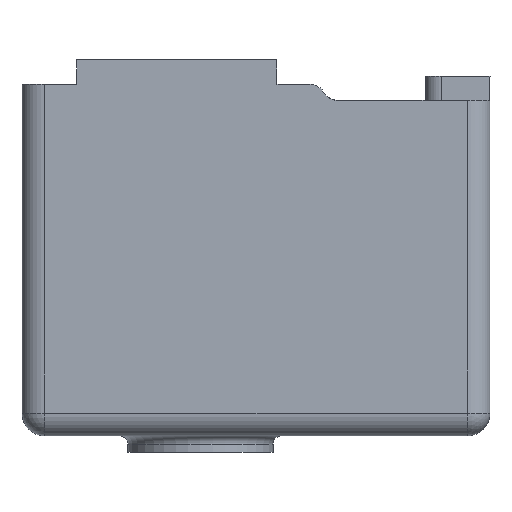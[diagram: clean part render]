
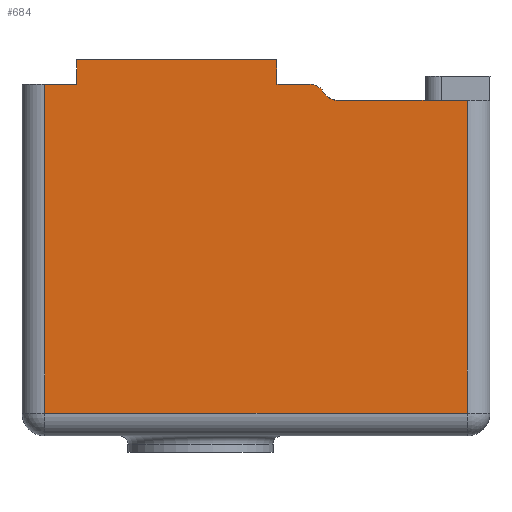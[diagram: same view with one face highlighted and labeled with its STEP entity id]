
A CAD part, front view. The second image highlights one B-rep face of the part: STEP entity #684.
In plain terms, the highlighted planar face has unit normal (0, -1, 0).
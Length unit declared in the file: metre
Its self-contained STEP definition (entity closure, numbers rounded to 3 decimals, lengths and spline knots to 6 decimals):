
#12 = VECTOR ( 'NONE', #1231, 1. ) ;
#15 = CIRCLE ( 'NONE', #502, 0.001 ) ;
#19 = EDGE_CURVE ( 'NONE', #2336, #2278, #466, .T. ) ;
#58 = AXIS2_PLACEMENT_3D ( 'NONE', #2566, #771, #1203 ) ;
#75 = CARTESIAN_POINT ( 'NONE',  ( 0.016526, -0.0095, -0.022486 ) ) ;
#80 = CARTESIAN_POINT ( 'NONE',  ( -0.009646, -0.0095, -0.0021 ) ) ;
#95 = VERTEX_POINT ( 'NONE', #102 ) ;
#102 = CARTESIAN_POINT ( 'NONE',  ( -0.009646, -0.0095, -0.0021 ) ) ;
#111 = VERTEX_POINT ( 'NONE', #158 ) ;
#139 = ORIENTED_EDGE ( 'NONE', *, *, #1821, .F. ) ;
#158 = CARTESIAN_POINT ( 'NONE',  ( 0.006768, -0.0095, -0.0021 ) ) ;
#172 = VERTEX_POINT ( 'NONE', #2165 ) ;
#176 = VERTEX_POINT ( 'NONE', #1836 ) ;
#207 = CARTESIAN_POINT ( 'NONE',  ( 0.016526, -0.0095, -0.022486 ) ) ;
#229 = VECTOR ( 'NONE', #952, 1. ) ;
#286 = EDGE_CURVE ( 'NONE', #2336, #2104, #422, .T. ) ;
#313 = LINE ( 'NONE', #923, #920 ) ;
#321 = CARTESIAN_POINT ( 'NONE',  ( -0.009646, -0.0095, -0.022486 ) ) ;
#354 = FACE_OUTER_BOUND ( 'NONE', #2077, .T. ) ;
#403 = EDGE_CURVE ( 'NONE', #1661, #1658, #15, .T. ) ;
#422 = LINE ( 'NONE', #207, #12 ) ;
#428 = ORIENTED_EDGE ( 'NONE', *, *, #19, .T. ) ;
#466 = LINE ( 'NONE', #75, #1045 ) ;
#502 = AXIS2_PLACEMENT_3D ( 'NONE', #1055, #1095, #2489 ) ;
#513 = CARTESIAN_POINT ( 'NONE',  ( 0.0085, -0.0095, -0.0031 ) ) ;
#520 = PLANE ( 'NONE',  #58 ) ;
#570 = CARTESIAN_POINT ( 'NONE',  ( 0.016526, -0.0095, -0.022486 ) ) ;
#574 = EDGE_CURVE ( 'NONE', #840, #176, #2387, .T. ) ;
#614 = ORIENTED_EDGE ( 'NONE', *, *, #403, .T. ) ;
#684 = ADVANCED_FACE ( 'NONE', ( #354 ), #520, .T. ) ;
#703 = LINE ( 'NONE', #1813, #1595 ) ;
#705 = ORIENTED_EDGE ( 'NONE', *, *, #574, .T. ) ;
#744 = LINE ( 'NONE', #80, #1933 ) ;
#747 = LINE ( 'NONE', #321, #1689 ) ;
#771 = DIRECTION ( 'NONE',  ( 0., -1., 0. ) ) ;
#810 = VECTOR ( 'NONE', #1220, 1. ) ;
#835 = DIRECTION ( 'NONE',  ( 1., 0., 0. ) ) ;
#840 = VERTEX_POINT ( 'NONE', #1506 ) ;
#848 = ORIENTED_EDGE ( 'NONE', *, *, #1673, .F. ) ;
#885 = ORIENTED_EDGE ( 'NONE', *, *, #972, .F. ) ;
#920 = VECTOR ( 'NONE', #1562, 1. ) ;
#923 = CARTESIAN_POINT ( 'NONE',  ( -0.00766, -0.0095, -0.0006 ) ) ;
#952 = DIRECTION ( 'NONE',  ( 1., 0., 0. ) ) ;
#972 = EDGE_CURVE ( 'NONE', #2537, #172, #703, .T. ) ;
#1000 = ORIENTED_EDGE ( 'NONE', *, *, #1092, .T. ) ;
#1016 = CARTESIAN_POINT ( 'NONE',  ( 0.006768, -0.0095, -0.0031 ) ) ;
#1044 = VECTOR ( 'NONE', #835, 1. ) ;
#1045 = VECTOR ( 'NONE', #2483, 1. ) ;
#1055 = CARTESIAN_POINT ( 'NONE',  ( 0.0085, -0.0095, -0.0021 ) ) ;
#1092 = EDGE_CURVE ( 'NONE', #1658, #111, #2223, .T. ) ;
#1095 = DIRECTION ( 'NONE',  ( 0., 1., 0. ) ) ;
#1126 = ORIENTED_EDGE ( 'NONE', *, *, #2556, .F. ) ;
#1150 = CARTESIAN_POINT ( 'NONE',  ( 0.007634, -0.0095, -0.0026 ) ) ;
#1163 = CARTESIAN_POINT ( 'NONE',  ( 0.01322, -0.0095, -0.0031 ) ) ;
#1203 = DIRECTION ( 'NONE',  ( 0., 0., -1. ) ) ;
#1220 = DIRECTION ( 'NONE',  ( 0., 0., 1. ) ) ;
#1231 = DIRECTION ( 'NONE',  ( -1., 0., 0. ) ) ;
#1250 = DIRECTION ( 'NONE',  ( 0., -1., 0. ) ) ;
#1259 = ORIENTED_EDGE ( 'NONE', *, *, #2195, .F. ) ;
#1268 = LINE ( 'NONE', #1678, #1044 ) ;
#1356 = CARTESIAN_POINT ( 'NONE',  ( -0.009646, -0.0095, -0.022486 ) ) ;
#1404 = DIRECTION ( 'NONE',  ( 0., 0., 1. ) ) ;
#1506 = CARTESIAN_POINT ( 'NONE',  ( 0.00474, -0.0095, -0.0021 ) ) ;
#1541 = CARTESIAN_POINT ( 'NONE',  ( 0.00474, -0.0095, -0.0021 ) ) ;
#1562 = DIRECTION ( 'NONE',  ( 1., 0., 0. ) ) ;
#1595 = VECTOR ( 'NONE', #1404, 1. ) ;
#1629 = EDGE_CURVE ( 'NONE', #840, #111, #1268, .T. ) ;
#1658 = VERTEX_POINT ( 'NONE', #1150 ) ;
#1661 = VERTEX_POINT ( 'NONE', #513 ) ;
#1665 = DIRECTION ( 'NONE',  ( 0.866, 0., 0.5 ) ) ;
#1673 = EDGE_CURVE ( 'NONE', #95, #2537, #744, .T. ) ;
#1678 = CARTESIAN_POINT ( 'NONE',  ( 0.00474, -0.0095, -0.0021 ) ) ;
#1689 = VECTOR ( 'NONE', #1929, 1. ) ;
#1813 = CARTESIAN_POINT ( 'NONE',  ( -0.00766, -0.0095, -0.0021 ) ) ;
#1821 = EDGE_CURVE ( 'NONE', #1661, #2278, #2550, .T. ) ;
#1836 = CARTESIAN_POINT ( 'NONE',  ( 0.00474, -0.0095, -0.0006 ) ) ;
#1929 = DIRECTION ( 'NONE',  ( 0., 0., 1. ) ) ;
#1933 = VECTOR ( 'NONE', #2488, 1. ) ;
#2007 = AXIS2_PLACEMENT_3D ( 'NONE', #1016, #1250, #1665 ) ;
#2077 = EDGE_LOOP ( 'NONE', ( #1000, #2467, #705, #1126, #885, #848, #1259, #2224, #428, #139, #614 ) ) ;
#2104 = VERTEX_POINT ( 'NONE', #1356 ) ;
#2165 = CARTESIAN_POINT ( 'NONE',  ( -0.00766, -0.0095, -0.0006 ) ) ;
#2195 = EDGE_CURVE ( 'NONE', #2104, #95, #747, .T. ) ;
#2223 = CIRCLE ( 'NONE', #2007, 0.001 ) ;
#2224 = ORIENTED_EDGE ( 'NONE', *, *, #286, .F. ) ;
#2278 = VERTEX_POINT ( 'NONE', #2378 ) ;
#2336 = VERTEX_POINT ( 'NONE', #570 ) ;
#2378 = CARTESIAN_POINT ( 'NONE',  ( 0.016526, -0.0095, -0.0031 ) ) ;
#2387 = LINE ( 'NONE', #1541, #810 ) ;
#2467 = ORIENTED_EDGE ( 'NONE', *, *, #1629, .F. ) ;
#2483 = DIRECTION ( 'NONE',  ( 0., 0., 1. ) ) ;
#2488 = DIRECTION ( 'NONE',  ( 1., 0., 0. ) ) ;
#2489 = DIRECTION ( 'NONE',  ( 0., 0., -1. ) ) ;
#2537 = VERTEX_POINT ( 'NONE', #2546 ) ;
#2546 = CARTESIAN_POINT ( 'NONE',  ( -0.00766, -0.0095, -0.0021 ) ) ;
#2550 = LINE ( 'NONE', #1163, #229 ) ;
#2556 = EDGE_CURVE ( 'NONE', #172, #176, #313, .T. ) ;
#2566 = CARTESIAN_POINT ( 'NONE',  ( 0.01794, -0.0095, -0.0211 ) ) ;
